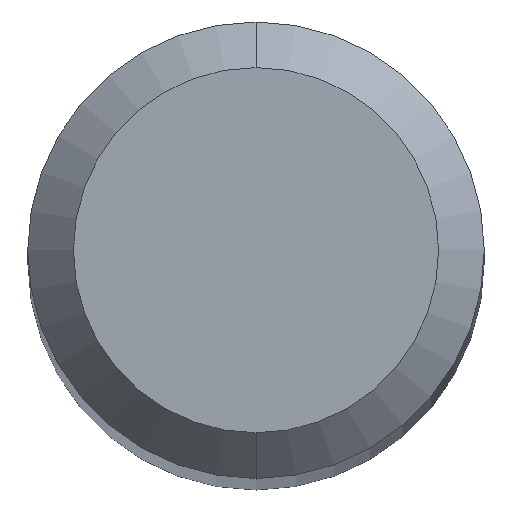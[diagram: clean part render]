
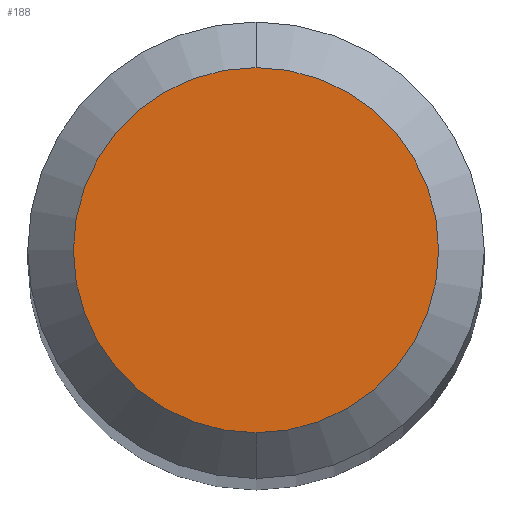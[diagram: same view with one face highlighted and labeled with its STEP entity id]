
A CAD part, top view. The second image highlights one B-rep face of the part: STEP entity #188.
In plain terms, the highlighted planar face has unit normal (0, 0, 1).
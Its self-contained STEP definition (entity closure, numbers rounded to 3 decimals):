
#4 = DIRECTION ( 'NONE',  ( 0., 0., 1. ) ) ;
#11 = EDGE_CURVE ( 'NONE', #76, #163, #27, .T. ) ;
#27 = CIRCLE ( 'NONE', #92, 3.068 ) ;
#28 = EDGE_LOOP ( 'NONE', ( #194, #30 ) ) ;
#30 = ORIENTED_EDGE ( 'NONE', *, *, #11, .T. ) ;
#38 = DIRECTION ( 'NONE',  ( 0., 0., -1. ) ) ;
#76 = VERTEX_POINT ( 'NONE', #212 ) ;
#81 = EDGE_CURVE ( 'NONE', #163, #76, #123, .T. ) ;
#92 = AXIS2_PLACEMENT_3D ( 'NONE', #179, #151, #213 ) ;
#101 = CARTESIAN_POINT ( 'NONE',  ( 0., 0., 0. ) ) ;
#114 = PLANE ( 'NONE',  #145 ) ;
#115 = FACE_OUTER_BOUND ( 'NONE', #28, .T. ) ;
#123 = CIRCLE ( 'NONE', #211, 3.068 ) ;
#140 = CARTESIAN_POINT ( 'NONE',  ( 0., 3.068, 0. ) ) ;
#145 = AXIS2_PLACEMENT_3D ( 'NONE', #186, #38, #203 ) ;
#151 = DIRECTION ( 'NONE',  ( 0., 0., 1. ) ) ;
#154 = DIRECTION ( 'NONE',  ( 0., 1., 0. ) ) ;
#163 = VERTEX_POINT ( 'NONE', #140 ) ;
#179 = CARTESIAN_POINT ( 'NONE',  ( 0., 0., 0. ) ) ;
#186 = CARTESIAN_POINT ( 'NONE',  ( 0., 3.835, 0. ) ) ;
#188 = ADVANCED_FACE ( 'NONE', ( #115 ), #114, .F. ) ;
#194 = ORIENTED_EDGE ( 'NONE', *, *, #81, .T. ) ;
#203 = DIRECTION ( 'NONE',  ( 0., 1., 0. ) ) ;
#211 = AXIS2_PLACEMENT_3D ( 'NONE', #101, #4, #154 ) ;
#212 = CARTESIAN_POINT ( 'NONE',  ( 0., -3.068, 0. ) ) ;
#213 = DIRECTION ( 'NONE',  ( 0., 1., 0. ) ) ;
